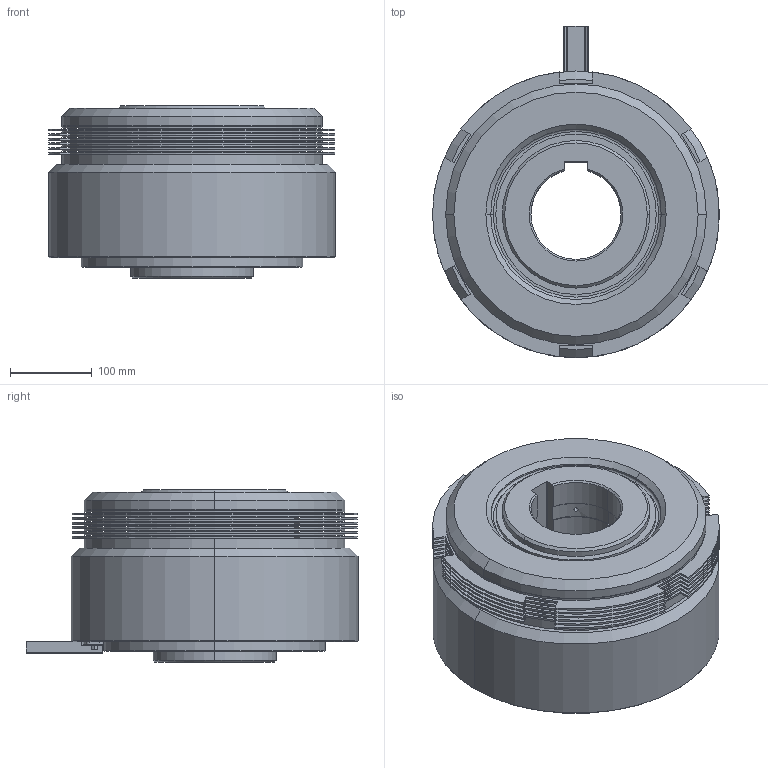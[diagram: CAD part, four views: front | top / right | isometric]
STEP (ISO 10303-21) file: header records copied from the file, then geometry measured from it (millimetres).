
FILE_DESCRIPTION (( 'STEP AP203' ), '1' );
FILE_NAME ('MWC 320_237014_湿式多板電磁クラッチ組立.STEP', '2016-03-31T01:29:57', ( ' ' ), ( '' ), 'SwSTEP 2.0', 'SolidWorks 2009', '' );
FILE_SCHEMA (( 'CONFIG_CONTROL_DESIGN' ));
Length unit declared in the file: millimetre
Products named in the file (1): MWC 320_237014_湿式多板電磁クラッチ組立
Bounding box: 350 x 405 x 210 mm (x, y, z)
Volume: 14518417.9 mm3; surface area: 1414990.3 mm2
Topology: 2 solids, 10 shells, 451 faces, 1153 edges, 758 vertices
Faces by surface type: cylinder 210, plane 209, cone 30, torus 2
Entity records: 14536 total; most frequent: CARTESIAN_POINT 3169, DIRECTION 2423, ORIENTED_EDGE 2306, EDGE_CURVE 1153, AXIS2_PLACEMENT_3D 880, VERTEX_POINT 758, VECTOR 663, LINE 663
